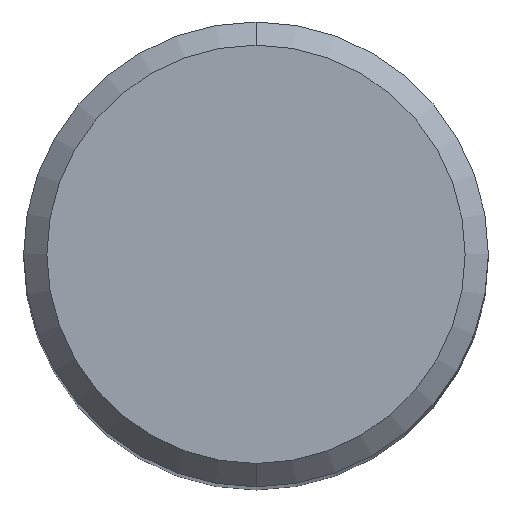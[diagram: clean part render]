
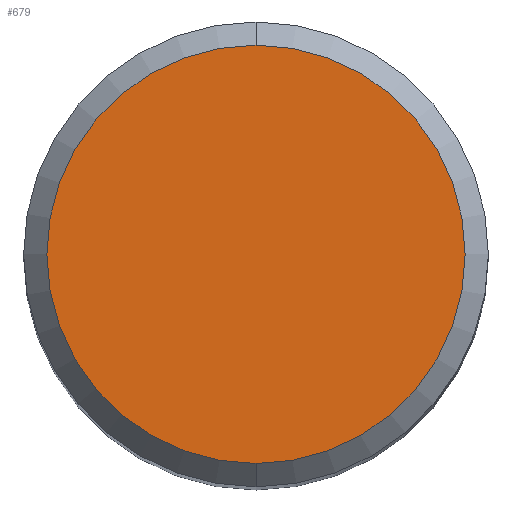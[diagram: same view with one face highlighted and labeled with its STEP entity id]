
A CAD part, top view. The second image highlights one B-rep face of the part: STEP entity #679.
In plain terms, the highlighted planar face has unit normal (0, 0, 1).
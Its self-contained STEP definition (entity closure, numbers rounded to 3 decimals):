
#545=VERTEX_POINT('',#1174);
#563=EDGE_CURVE('',#545,#719,#1194,.T.);
#589=EDGE_CURVE('',#719,#545,#1223,.T.);
#679=ADVANCED_FACE('',(#1326),#1327,.T.);
#719=VERTEX_POINT('',#1369);
#1174=CARTESIAN_POINT('',(0.,-4.5,0.0));
#1194=CIRCLE('',#3546,4.5);
#1223=CIRCLE('',#3607,4.5);
#1326=FACE_OUTER_BOUND('',#3913,.T.);
#1327=PLANE('',#3914);
#1369=CARTESIAN_POINT('',(0.0,4.5,0.0));
#3546=AXIS2_PLACEMENT_3D('',#7864,#7865,#7866);
#3607=AXIS2_PLACEMENT_3D('',#7900,#7901,#7902);
#3913=EDGE_LOOP('',(#8040,#8041));
#3914=AXIS2_PLACEMENT_3D('',#8042,#8043,#8044);
#7864=CARTESIAN_POINT('',(0.0,0.0,0.0));
#7865=DIRECTION('',(0.0,0.0,-1.0));
#7866=DIRECTION('',(0.0,1.0,0.0));
#7900=CARTESIAN_POINT('',(0.0,0.0,0.0));
#7901=DIRECTION('',(0.0,0.0,-1.0));
#7902=DIRECTION('',(0.0,1.0,0.0));
#8040=ORIENTED_EDGE('',*,*,#589,.F.);
#8041=ORIENTED_EDGE('',*,*,#563,.F.);
#8042=CARTESIAN_POINT('',(0.0,2.25,0.0));
#8043=DIRECTION('',(-0.0,0.0,1.0));
#8044=DIRECTION('',(0.0,-1.0,0.0));
